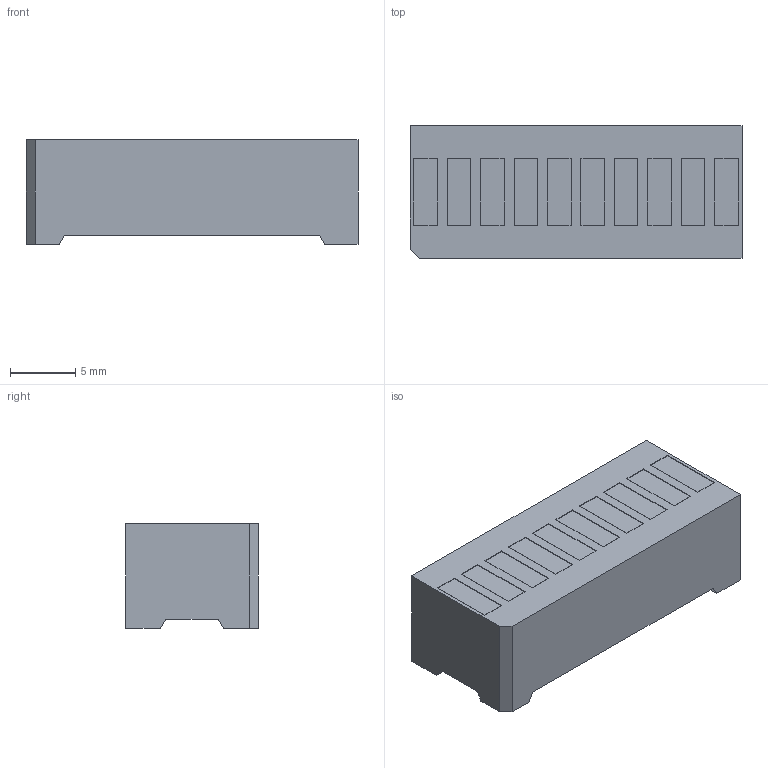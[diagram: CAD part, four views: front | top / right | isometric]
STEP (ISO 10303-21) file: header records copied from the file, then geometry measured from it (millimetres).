
FILE_DESCRIPTION(('FreeCAD Model'),'2;1');
FILE_NAME( 'DC-10EWA.step' ,'2020-01-09T13:22:46',('Author'),(''), 'Open CASCADE STEP processor 7.3','FreeCAD','Unknown');
FILE_SCHEMA(('AUTOMOTIVE_DESIGN { 1 0 10303 214 1 1 1 1 }'));
Length unit declared in the file: millimetre
Products named in the file (1): Body
Bounding box: 25.4 x 10.16 x 8 mm (x, y, z)
Volume: 1899.3 mm3; surface area: 1063.2 mm2
Topology: 1 solids, 1 shells, 73 faces, 175 edges, 114 vertices
Faces by surface type: plane 73
Entity records: 4361 total; most frequent: CARTESIAN_POINT 713, DIRECTION 673, LINE 525, VECTOR 525, ORIENTED_EDGE 350, PCURVE 350, DEFINITIONAL_REPRESENTATION 350, EDGE_CURVE 175
